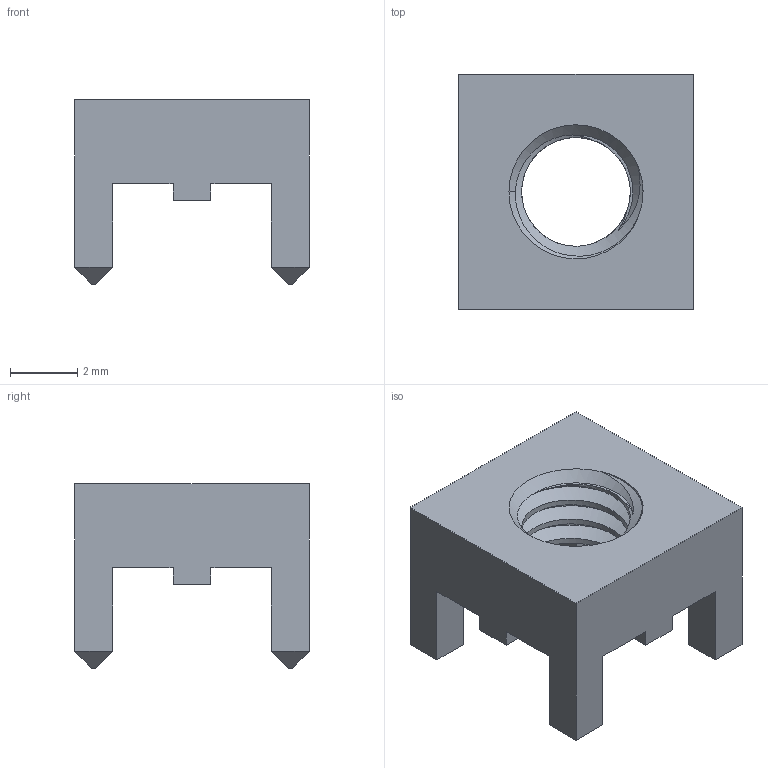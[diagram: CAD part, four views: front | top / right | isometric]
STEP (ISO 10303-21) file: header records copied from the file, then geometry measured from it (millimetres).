
FILE_DESCRIPTION(/* description */ (''),/* implementation_level */ '2;1');
FILE_NAME(/* name */ 'Wurth 74650074.step',/* time_stamp */ '2022-08-05T22:58:54+01:00',/* author */ (''),/* organization */ (''),/* preprocessor_version */ 'ST-DEVELOPER v19',/* originating_system */ 'Autodesk Translation Framework v11.7.0.108',/* authorisation */ '');
FILE_SCHEMA (('AUTOMOTIVE_DESIGN { 1 0 10303 214 3 1 1 }'));
Length unit declared in the file: millimetre
Products named in the file (1): 74650074 (rev1)
Bounding box: 7 x 7 x 5.5 mm (x, y, z)
Volume: 113.2 mm3; surface area: 247.8 mm2
Topology: 1 solids, 1 shells, 65 faces, 171 edges, 108 vertices
Faces by surface type: plane 51, cylinder 10, cone 2, bspline 2
Full cylindrical faces by diameter (mm): 3.24 x3, 4 x3
Entity records: 2695 total; most frequent: CARTESIAN_POINT 1101, ORIENTED_EDGE 342, DIRECTION 285, EDGE_CURVE 171, LINE 137, VECTOR 137, VERTEX_POINT 108, AXIS2_PLACEMENT_3D 74
